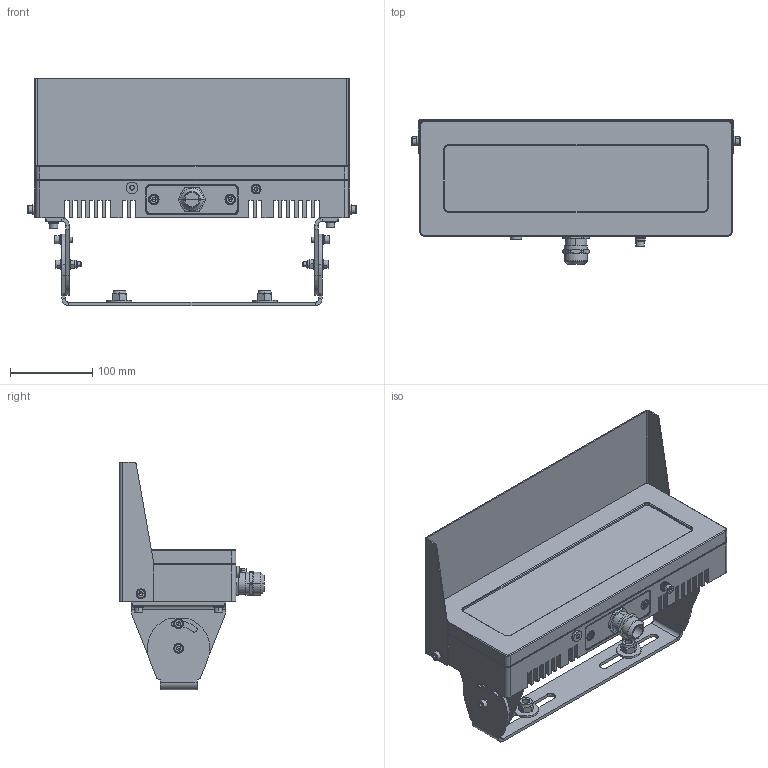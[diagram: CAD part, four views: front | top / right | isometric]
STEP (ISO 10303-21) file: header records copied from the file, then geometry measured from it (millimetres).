
FILE_DESCRIPTION (( 'STEP AP214' ), '1' );
FILE_NAME ('H20017-00-004_3Dmodel.STEP', '2022-09-05T14:05:42', ( '' ), ( '' ), 'SwSTEP 2.0', 'SolidWorks 2021', '' );
FILE_SCHEMA (( 'AUTOMOTIVE_DESIGN' ));
Length unit declared in the file: millimetre
Products named in the file (1): H20017-00-004_3Dmodel
Bounding box: 399.3 x 176 x 276.84 mm (x, y, z)
Surface area: 526773 mm2 (no closed solid volume)
Topology: 0 solids, 62 shells, 873 faces, 2693 edges, 1803 vertices
Faces by surface type: plane 353, cylinder 349, cone 118, torus 47, bspline 6
Entity records: 43256 total; most frequent: CARTESIAN_POINT 10247, DIRECTION 4933, ORIENTED_EDGE 4478, EDGE_CURVE 2666, AXIS2_PLACEMENT_3D 1813, VERTEX_POINT 1803, LINE 1307, VECTOR 1307
